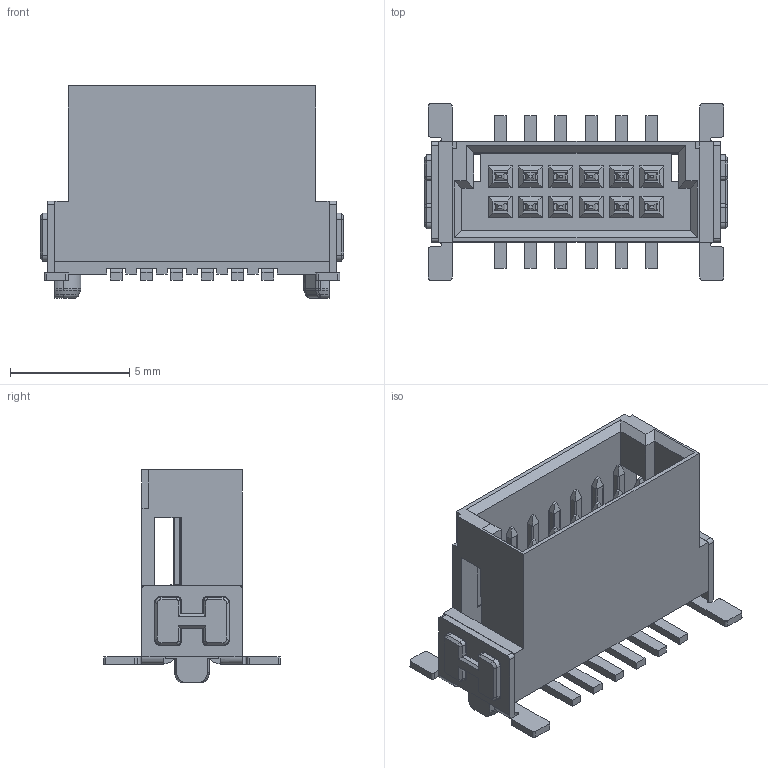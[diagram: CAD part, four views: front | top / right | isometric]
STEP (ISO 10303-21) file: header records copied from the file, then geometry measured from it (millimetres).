
FILE_DESCRIPTION(('CATIA V5 STEP Exchange','CAx-IF Rec.Pracs.--- Model Styling and Organization---1.4--- 2014-01-23'),'2;1');
FILE_NAME ('1254379-2_0_2747070000_2747070000.stp','2020-10-07T05:58:18+00:00',('none'),('Weidmueller'),'CATIA Version 5-6 Release 2016 SP3 HF44','CATIA V5 STEP AP214','none');
FILE_SCHEMA(('AUTOMOTIVE_DESIGN { 1 0 10303 214 1 1 1 1 }'));
Length unit declared in the file: millimetre
Products named in the file (1): 2747070000
Bounding box: 12.7 x 7.4 x 8.88 mm (x, y, z)
Volume: 206.1 mm3; surface area: 726.7 mm2
Topology: 5 solids, 5 shells, 1042 faces, 2736 edges, 1776 vertices
Faces by surface type: plane 630, cylinder 251, extrusion 48, torus 42, bspline 40, cone 23, sphere 8
Entity records: 36605 total; most frequent: CARTESIAN_POINT 12486, ORIENTED_EDGE 5464, DIRECTION 3751, EDGE_CURVE 2732, VECTOR 1933, LINE 1885, VERTEX_POINT 1775, EDGE_LOOP 1137
